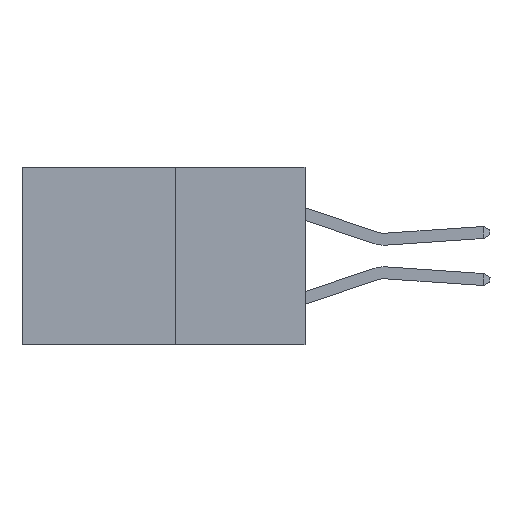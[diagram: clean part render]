
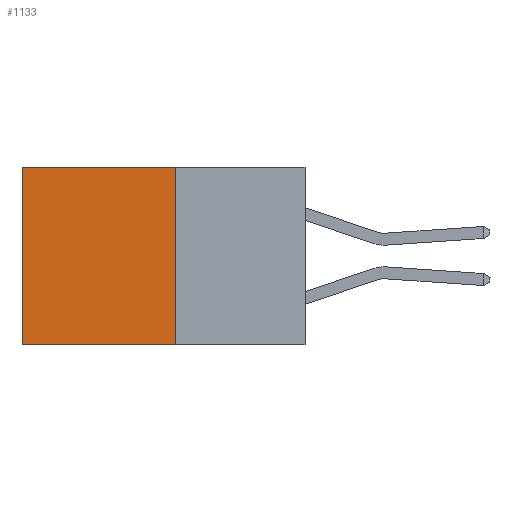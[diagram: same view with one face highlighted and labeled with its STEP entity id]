
A CAD part, left-side view. The second image highlights one B-rep face of the part: STEP entity #1133.
In plain terms, the highlighted planar face has unit normal (-1, 0, 0).
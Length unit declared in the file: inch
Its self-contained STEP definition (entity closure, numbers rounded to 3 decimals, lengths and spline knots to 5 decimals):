
#126 = VERTEX_POINT ( 'NONE', #3442 ) ;
#160 = EDGE_CURVE ( 'NONE', #126, #1826, #1431, .T. ) ;
#586 = DIRECTION ( 'NONE',  ( 0., 1., 0. ) ) ;
#863 = AXIS2_PLACEMENT_3D ( 'NONE', #1392, #6690, #6702 ) ;
#1133 = ADVANCED_FACE ( 'NONE', ( #2944 ), #3783, .F. ) ;
#1392 = CARTESIAN_POINT ( 'NONE',  ( 0.277, 0.27, -0.37 ) ) ;
#1431 = LINE ( 'NONE', #7892, #5231 ) ;
#1584 = CARTESIAN_POINT ( 'NONE',  ( 0.277, 0.59, -0.37 ) ) ;
#1646 = DIRECTION ( 'NONE',  ( 0., 0., -1. ) ) ;
#1826 = VERTEX_POINT ( 'NONE', #5937 ) ;
#2499 = DIRECTION ( 'NONE',  ( 0., 1., 0. ) ) ;
#2602 = VECTOR ( 'NONE', #2499, 39.37008 ) ;
#2776 = VERTEX_POINT ( 'NONE', #6596 ) ;
#2944 = FACE_OUTER_BOUND ( 'NONE', #7354, .T. ) ;
#3196 = EDGE_CURVE ( 'NONE', #2776, #5926, #7406, .T. ) ;
#3264 = LINE ( 'NONE', #7410, #7510 ) ;
#3358 = EDGE_CURVE ( 'NONE', #5926, #1826, #7115, .T. ) ;
#3442 = CARTESIAN_POINT ( 'NONE',  ( 0.277, 0.27, -0.37 ) ) ;
#3690 = CARTESIAN_POINT ( 'NONE',  ( 0.277, 0.27, 0. ) ) ;
#3783 = PLANE ( 'NONE',  #863 ) ;
#4172 = ORIENTED_EDGE ( 'NONE', *, *, #4281, .F. ) ;
#4281 = EDGE_CURVE ( 'NONE', #2776, #126, #3264, .T. ) ;
#5183 = CARTESIAN_POINT ( 'NONE',  ( 0.277, 0.59, 0. ) ) ;
#5231 = VECTOR ( 'NONE', #586, 39.37008 ) ;
#5926 = VERTEX_POINT ( 'NONE', #5183 ) ;
#5937 = CARTESIAN_POINT ( 'NONE',  ( 0.277, 0.59, -0.37 ) ) ;
#5969 = VECTOR ( 'NONE', #1646, 39.37008 ) ;
#6229 = ORIENTED_EDGE ( 'NONE', *, *, #160, .F. ) ;
#6596 = CARTESIAN_POINT ( 'NONE',  ( 0.277, 0.27, 0. ) ) ;
#6690 = DIRECTION ( 'NONE',  ( 1., 0., 0. ) ) ;
#6702 = DIRECTION ( 'NONE',  ( 0., 0., -1. ) ) ;
#7115 = LINE ( 'NONE', #1584, #5969 ) ;
#7354 = EDGE_LOOP ( 'NONE', ( #7851, #6229, #4172, #7552 ) ) ;
#7406 = LINE ( 'NONE', #3690, #2602 ) ;
#7410 = CARTESIAN_POINT ( 'NONE',  ( 0.277, 0.27, -0.37 ) ) ;
#7510 = VECTOR ( 'NONE', #7876, 39.37008 ) ;
#7552 = ORIENTED_EDGE ( 'NONE', *, *, #3196, .T. ) ;
#7851 = ORIENTED_EDGE ( 'NONE', *, *, #3358, .T. ) ;
#7876 = DIRECTION ( 'NONE',  ( 0., 0., -1. ) ) ;
#7892 = CARTESIAN_POINT ( 'NONE',  ( 0.277, 0.27, -0.37 ) ) ;
